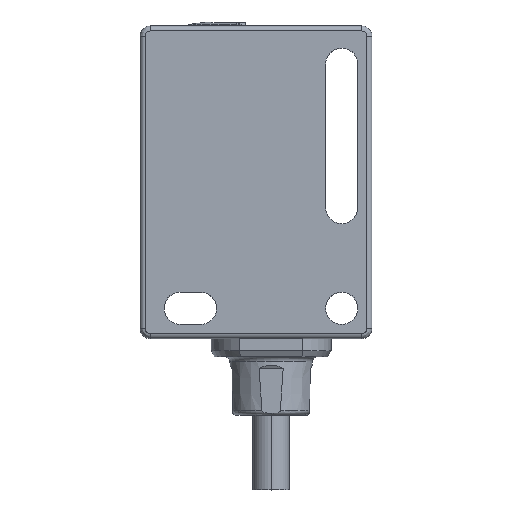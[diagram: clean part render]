
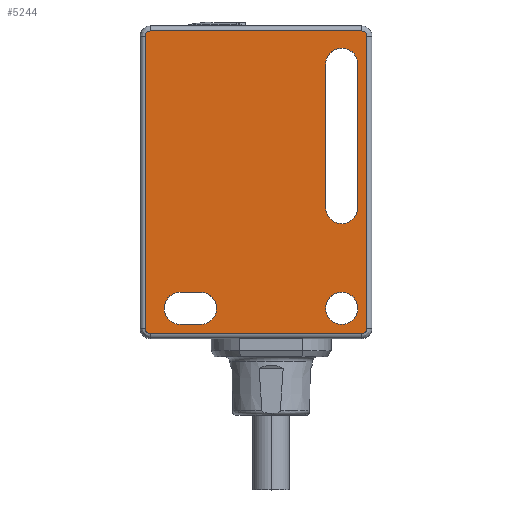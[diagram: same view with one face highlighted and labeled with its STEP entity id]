
A CAD part, top view. The second image highlights one B-rep face of the part: STEP entity #5244.
In plain terms, the highlighted planar face has unit normal (0, 0, 1).
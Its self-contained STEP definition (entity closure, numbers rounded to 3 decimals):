
#1084=DIRECTION('',(-1.,0.,0.));
#1085=VECTOR('',#1084,21.);
#1086=CARTESIAN_POINT('',(2.,-2.5,5.5));
#1087=LINE('',#1086,#1085);
#1114=CARTESIAN_POINT('',(-19.,-2.,5.5));
#1115=DIRECTION('',(0.,0.,-1.));
#1116=DIRECTION('',(0.,-1.,0.));
#1117=AXIS2_PLACEMENT_3D('',#1114,#1115,#1116);
#1137=DIRECTION('',(0.,1.,0.));
#1138=VECTOR('',#1137,29.);
#1139=CARTESIAN_POINT('',(-19.5,-2.,5.5));
#1140=LINE('',#1139,#1138);
#1160=CARTESIAN_POINT('',(-19.,27.,5.5));
#1161=DIRECTION('',(0.,0.,-1.));
#1162=DIRECTION('',(-1.,0.,0.));
#1163=AXIS2_PLACEMENT_3D('',#1160,#1161,#1162);
#1393=DIRECTION('',(1.,0.,0.));
#1394=VECTOR('',#1393,21.);
#1395=CARTESIAN_POINT('',(-19.,27.5,5.5));
#1396=LINE('',#1395,#1394);
#1416=CARTESIAN_POINT('',(2.,27.,5.5));
#1417=DIRECTION('',(0.,0.,-1.));
#1418=DIRECTION('',(0.,1.,0.));
#1419=AXIS2_PLACEMENT_3D('',#1416,#1417,#1418);
#1439=DIRECTION('',(0.,-1.,0.));
#1440=VECTOR('',#1439,29.);
#1441=CARTESIAN_POINT('',(2.5,27.,5.5));
#1442=LINE('',#1441,#1440);
#1462=CARTESIAN_POINT('',(2.,-2.,5.5));
#1463=DIRECTION('',(0.,0.,-1.));
#1464=DIRECTION('',(1.,0.,0.));
#1465=AXIS2_PLACEMENT_3D('',#1462,#1463,#1464);
#1478=CARTESIAN_POINT('',(0.,0.,5.5));
#1479=DIRECTION('',(0.,0.,1.));
#1480=DIRECTION('',(1.,0.,0.));
#1481=AXIS2_PLACEMENT_3D('',#1478,#1479,#1480);
#1486=CARTESIAN_POINT('',(0.,0.,5.5));
#1487=DIRECTION('',(0.,0.,1.));
#1488=DIRECTION('',(-1.,0.,0.));
#1489=AXIS2_PLACEMENT_3D('',#1486,#1487,#1488);
#1494=CARTESIAN_POINT('',(0.,24.2,5.5));
#1495=DIRECTION('',(0.,0.,1.));
#1496=DIRECTION('',(1.,0.,0.));
#1497=AXIS2_PLACEMENT_3D('',#1494,#1495,#1496);
#1502=DIRECTION('',(0.,-1.,0.));
#1503=VECTOR('',#1502,14.2);
#1504=CARTESIAN_POINT('',(-1.6,24.2,5.5));
#1505=LINE('',#1504,#1503);
#1509=CARTESIAN_POINT('',(0.,10.,5.5));
#1510=DIRECTION('',(0.,0.,1.));
#1511=DIRECTION('',(-1.,0.,0.));
#1512=AXIS2_PLACEMENT_3D('',#1509,#1510,#1511);
#1517=DIRECTION('',(0.,1.,0.));
#1518=VECTOR('',#1517,14.2);
#1519=CARTESIAN_POINT('',(1.6,10.,5.5));
#1520=LINE('',#1519,#1518);
#1524=CARTESIAN_POINT('',(-16.,0.,5.5));
#1525=DIRECTION('',(0.,0.,1.));
#1526=DIRECTION('',(0.,1.,0.));
#1527=AXIS2_PLACEMENT_3D('',#1524,#1525,#1526);
#1532=DIRECTION('',(1.,0.,0.));
#1533=VECTOR('',#1532,2.);
#1534=CARTESIAN_POINT('',(-16.,-1.6,5.5));
#1535=LINE('',#1534,#1533);
#1539=CARTESIAN_POINT('',(-14.,0.,5.5));
#1540=DIRECTION('',(0.,0.,1.));
#1541=DIRECTION('',(0.,-1.,0.));
#1542=AXIS2_PLACEMENT_3D('',#1539,#1540,#1541);
#1547=DIRECTION('',(-1.,0.,0.));
#1548=VECTOR('',#1547,2.);
#1549=CARTESIAN_POINT('',(-14.,1.6,5.5));
#1550=LINE('',#1549,#1548);
#3394=CARTESIAN_POINT('',(1.6,0.,5.5));
#3395=CARTESIAN_POINT('',(-1.6,0.,5.5));
#3396=VERTEX_POINT('',#3394);
#3397=VERTEX_POINT('',#3395);
#3398=CARTESIAN_POINT('',(1.6,24.2,5.5));
#3399=CARTESIAN_POINT('',(-1.6,24.2,5.5));
#3400=VERTEX_POINT('',#3398);
#3401=VERTEX_POINT('',#3399);
#3402=CARTESIAN_POINT('',(-1.6,10.,5.5));
#3403=VERTEX_POINT('',#3402);
#3404=CARTESIAN_POINT('',(1.6,10.,5.5));
#3405=VERTEX_POINT('',#3404);
#3414=CARTESIAN_POINT('',(-16.,1.6,5.5));
#3415=CARTESIAN_POINT('',(-16.,-1.6,5.5));
#3416=VERTEX_POINT('',#3414);
#3417=VERTEX_POINT('',#3415);
#3418=CARTESIAN_POINT('',(-14.,-1.6,5.5));
#3419=VERTEX_POINT('',#3418);
#3420=CARTESIAN_POINT('',(-14.,1.6,5.5));
#3421=VERTEX_POINT('',#3420);
#3458=CARTESIAN_POINT('',(2.5,27.,5.5));
#3459=CARTESIAN_POINT('',(2.5,-2.,5.5));
#3460=VERTEX_POINT('',#3458);
#3461=VERTEX_POINT('',#3459);
#3464=CARTESIAN_POINT('',(2.,-2.5,5.5));
#3465=VERTEX_POINT('',#3464);
#3466=CARTESIAN_POINT('',(-19.,-2.5,5.5));
#3467=VERTEX_POINT('',#3466);
#3472=CARTESIAN_POINT('',(-19.5,-2.,5.5));
#3473=VERTEX_POINT('',#3472);
#3476=CARTESIAN_POINT('',(-19.5,27.,5.5));
#3477=VERTEX_POINT('',#3476);
#3480=CARTESIAN_POINT('',(-19.,27.5,5.5));
#3481=VERTEX_POINT('',#3480);
#3484=CARTESIAN_POINT('',(2.,27.5,5.5));
#3485=VERTEX_POINT('',#3484);
#5203=CARTESIAN_POINT('',(-20.,28.,5.5));
#5204=DIRECTION('',(0.,0.,1.));
#5205=DIRECTION('',(1.,0.,0.));
#5206=AXIS2_PLACEMENT_3D('',#5203,#5204,#5205);
#5207=PLANE('',#5206);
#5208=ORIENTED_EDGE('',*,*,#5172,.T.);
#5209=ORIENTED_EDGE('',*,*,#5197,.T.);
#5210=ORIENTED_EDGE('',*,*,#4876,.T.);
#5211=ORIENTED_EDGE('',*,*,#4904,.T.);
#5212=ORIENTED_EDGE('',*,*,#4918,.T.);
#5213=ORIENTED_EDGE('',*,*,#4945,.T.);
#5214=ORIENTED_EDGE('',*,*,#5132,.T.);
#5215=ORIENTED_EDGE('',*,*,#5158,.T.);
#5216=EDGE_LOOP('',(#5208,#5209,#5210,#5211,#5212,#5213,#5214,#5215));
#5217=FACE_OUTER_BOUND('',#5216,.F.);
#5219=ORIENTED_EDGE('',*,*,#5218,.T.);
#5221=ORIENTED_EDGE('',*,*,#5220,.T.);
#5222=EDGE_LOOP('',(#5219,#5221));
#5223=FACE_BOUND('',#5222,.F.);
#5225=ORIENTED_EDGE('',*,*,#5224,.T.);
#5227=ORIENTED_EDGE('',*,*,#5226,.T.);
#5229=ORIENTED_EDGE('',*,*,#5228,.T.);
#5231=ORIENTED_EDGE('',*,*,#5230,.T.);
#5232=EDGE_LOOP('',(#5225,#5227,#5229,#5231));
#5233=FACE_BOUND('',#5232,.F.);
#5235=ORIENTED_EDGE('',*,*,#5234,.T.);
#5237=ORIENTED_EDGE('',*,*,#5236,.T.);
#5239=ORIENTED_EDGE('',*,*,#5238,.T.);
#5241=ORIENTED_EDGE('',*,*,#5240,.T.);
#5242=EDGE_LOOP('',(#5235,#5237,#5239,#5241));
#5243=FACE_BOUND('',#5242,.F.);
#5244=ADVANCED_FACE('',(#5217,#5223,#5233,#5243),#5207,.T.);
#1118=CIRCLE('',#1117,0.5);
#1164=CIRCLE('',#1163,0.5);
#1420=CIRCLE('',#1419,0.5);
#1466=CIRCLE('',#1465,0.5);
#1482=CIRCLE('',#1481,1.6);
#1490=CIRCLE('',#1489,1.6);
#1498=CIRCLE('',#1497,1.6);
#1513=CIRCLE('',#1512,1.6);
#1528=CIRCLE('',#1527,1.6);
#1543=CIRCLE('',#1542,1.6);
#4876=EDGE_CURVE('',#3465,#3467,#1087,.T.);
#4904=EDGE_CURVE('',#3467,#3473,#1118,.T.);
#4918=EDGE_CURVE('',#3473,#3477,#1140,.T.);
#4945=EDGE_CURVE('',#3477,#3481,#1164,.T.);
#5132=EDGE_CURVE('',#3481,#3485,#1396,.T.);
#5158=EDGE_CURVE('',#3485,#3460,#1420,.T.);
#5172=EDGE_CURVE('',#3460,#3461,#1442,.T.);
#5197=EDGE_CURVE('',#3461,#3465,#1466,.T.);
#5218=EDGE_CURVE('',#3396,#3397,#1482,.T.);
#5220=EDGE_CURVE('',#3397,#3396,#1490,.T.);
#5224=EDGE_CURVE('',#3400,#3401,#1498,.T.);
#5226=EDGE_CURVE('',#3401,#3403,#1505,.T.);
#5228=EDGE_CURVE('',#3403,#3405,#1513,.T.);
#5230=EDGE_CURVE('',#3405,#3400,#1520,.T.);
#5234=EDGE_CURVE('',#3416,#3417,#1528,.T.);
#5236=EDGE_CURVE('',#3417,#3419,#1535,.T.);
#5238=EDGE_CURVE('',#3419,#3421,#1543,.T.);
#5240=EDGE_CURVE('',#3421,#3416,#1550,.T.);
